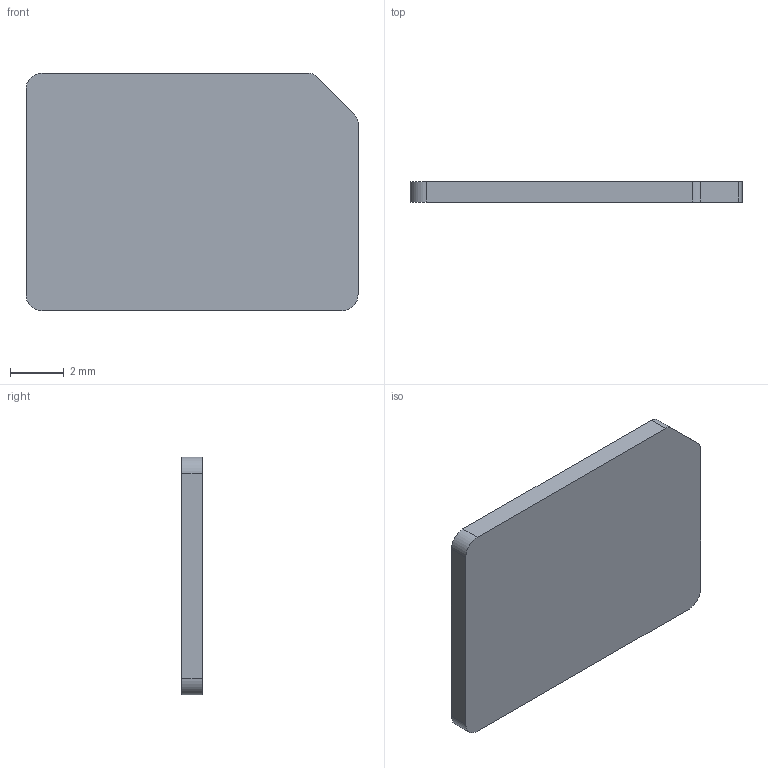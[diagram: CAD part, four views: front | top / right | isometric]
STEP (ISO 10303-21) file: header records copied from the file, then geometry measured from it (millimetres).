
FILE_DESCRIPTION(('FreeCAD Model'),'2;1');
FILE_NAME('Open CASCADE Shape Model','2023-03-07T13:50:39',(''),(''), 'Open CASCADE STEP processor 7.6','FreeCAD','Unknown');
FILE_SCHEMA(('AUTOMOTIVE_DESIGN { 1 0 10303 214 1 1 1 1 }'));
Length unit declared in the file: millimetre
Products named in the file (1): Nano SIM 4FF
Bounding box: 12.3 x 0.76 x 8.8 mm (x, y, z)
Volume: 80.9 mm3; surface area: 245.2 mm2
Topology: 1 solids, 1 shells, 64 faces, 165 edges, 110 vertices
Faces by surface type: plane 51, cylinder 13
Entity records: 2409 total; most frequent: CARTESIAN_POINT 340, ORIENTED_EDGE 330, DIRECTION 321, EDGE_CURVE 165, LINE 139, VECTOR 139, VERTEX_POINT 110, AXIS2_PLACEMENT_3D 91
